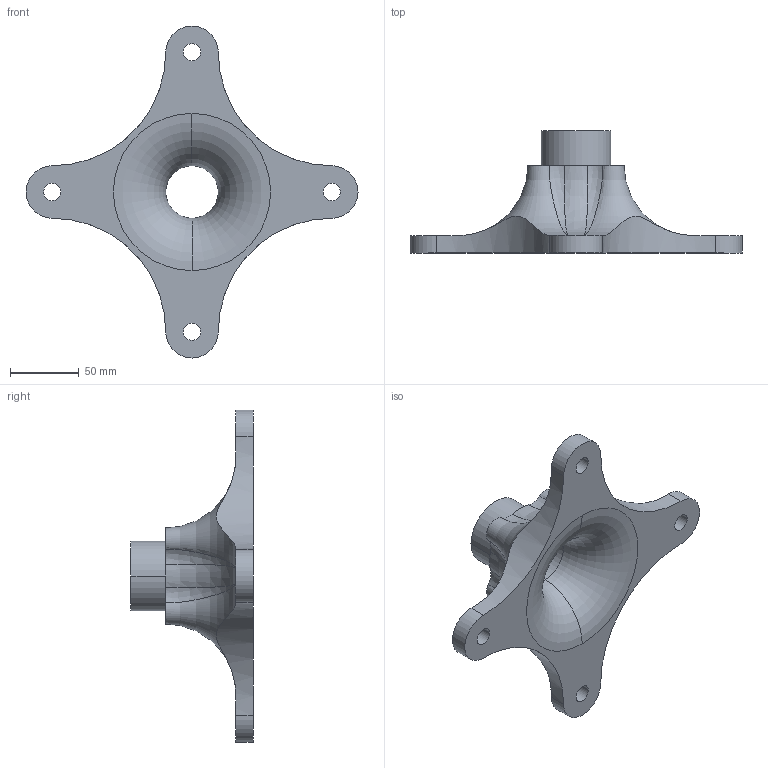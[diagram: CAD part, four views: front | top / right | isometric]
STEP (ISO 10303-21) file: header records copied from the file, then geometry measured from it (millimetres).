
FILE_DESCRIPTION((''),'2;1');
FILE_NAME('WHEEL_HUB_ASM','2011-10-21T',('Matt Scott'),(''),'PRO/ENGINEER BY PARAMETRIC TECHNOLOGY CORPORATION, 2010480','PRO/ENGINEER BY PARAMETRIC TECHNOLOGY CORPORATION, 2010480','');
FILE_SCHEMA(('CONFIG_CONTROL_DESIGN'));
Length unit declared in the file: inch
Products named in the file (3): WHEEL_HUB; WHEEL_HUB_TUBE; WHEEL_HUB_ASM
Assembly tree (2 placements, depth 2):
  WHEEL_HUB_ASM
    WHEEL_HUB
    WHEEL_HUB_TUBE
Bounding box: 241.3 x 88.9 x 241.3 mm (x, y, z)
Volume: 549253 mm3; surface area: 78696.7 mm2
Topology: 2 solids, 2 shells, 48 faces, 122 edges, 78 vertices
Faces by surface type: cylinder 22, torus 10, plane 8, bspline 8
Entity records: 2592 total; most frequent: CARTESIAN_POINT 1313, DIRECTION 272, ORIENTED_EDGE 244, AXIS2_PLACEMENT_3D 125, EDGE_CURVE 122, CIRCLE 80, VERTEX_POINT 78, EDGE_LOOP 60
